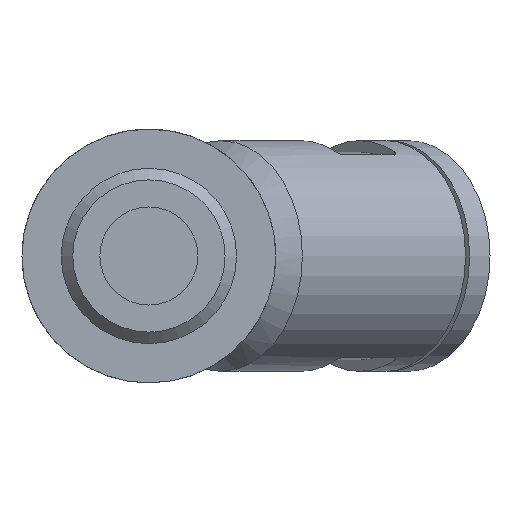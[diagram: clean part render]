
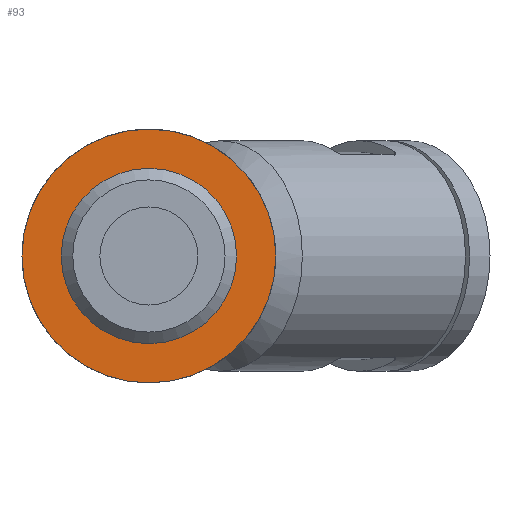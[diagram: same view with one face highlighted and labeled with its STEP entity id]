
A CAD part, front view. The second image highlights one B-rep face of the part: STEP entity #93.
In plain terms, the highlighted planar face has unit normal (0, -1, 0).
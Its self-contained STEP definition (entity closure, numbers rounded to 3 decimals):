
#93 = ADVANCED_FACE( '', ( #163, #164 ), #165, .F. );
#163 = FACE_BOUND( '', #261, .T. );
#164 = FACE_OUTER_BOUND( '', #262, .T. );
#165 = PLANE( '', #263 );
#261 = EDGE_LOOP( '', ( #456 ) );
#262 = EDGE_LOOP( '', ( #457 ) );
#263 = AXIS2_PLACEMENT_3D( '', #458, #459, #460 );
#456 = ORIENTED_EDGE( '', *, *, #669, .F. );
#457 = ORIENTED_EDGE( '', *, *, #668, .F. );
#458 = CARTESIAN_POINT( '', ( 0.8, 5., 0. ) );
#459 = DIRECTION( '', ( 0., 1., 0. ) );
#460 = DIRECTION( '', ( 0., 0., 1. ) );
#668 = EDGE_CURVE( '', #807, #807, #808, .T. );
#669 = EDGE_CURVE( '', #809, #809, #810, .F. );
#807 = VERTEX_POINT( '', #1140 );
#808 = CIRCLE( '', #1141, 11. );
#809 = VERTEX_POINT( '', #1142 );
#810 = CIRCLE( '', #1143, 7.6 );
#1140 = CARTESIAN_POINT( '', ( 0.8, 5., 11. ) );
#1141 = AXIS2_PLACEMENT_3D( '', #1357, #1358, #1359 );
#1142 = CARTESIAN_POINT( '', ( 0.8, 5., 7.6 ) );
#1143 = AXIS2_PLACEMENT_3D( '', #1360, #1361, #1362 );
#1357 = CARTESIAN_POINT( '', ( 0.8, 5., 0. ) );
#1358 = DIRECTION( '', ( 0., 1., 0. ) );
#1359 = DIRECTION( '', ( 0., 0., 1. ) );
#1360 = CARTESIAN_POINT( '', ( 0.8, 5., 0. ) );
#1361 = DIRECTION( '', ( 0., 1., 0. ) );
#1362 = DIRECTION( '', ( 0., 0., 1. ) );
